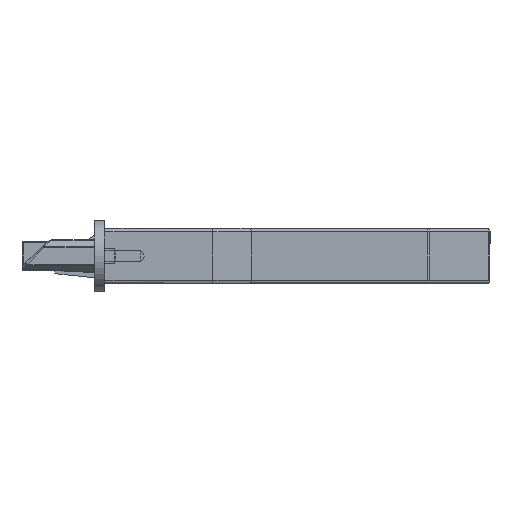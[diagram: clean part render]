
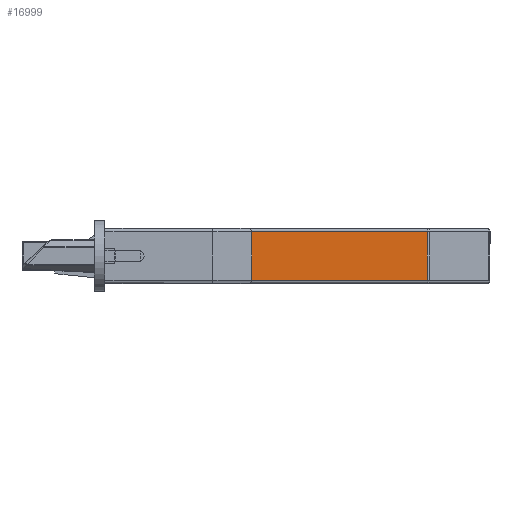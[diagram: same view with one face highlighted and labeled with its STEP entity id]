
A CAD part, front view. The second image highlights one B-rep face of the part: STEP entity #16999.
In plain terms, the highlighted face is planar.
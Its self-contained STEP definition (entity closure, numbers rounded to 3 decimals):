
#232 = EDGE_CURVE ( 'NONE', #5528, #15144, #20251, .T. ) ;
#976 = PLANE ( 'NONE',  #16603 ) ;
#1095 = CARTESIAN_POINT ( 'NONE',  ( 14., 145.3, 12.75 ) ) ;
#2016 = ORIENTED_EDGE ( 'NONE', *, *, #232, .T. ) ;
#2135 = EDGE_CURVE ( 'NONE', #20643, #4384, #21795, .T. ) ;
#2313 = EDGE_CURVE ( 'NONE', #4384, #16587, #3622, .T. ) ;
#2365 = DIRECTION ( 'NONE',  ( 0., -1., 0. ) ) ;
#2528 = VERTEX_POINT ( 'NONE', #2687 ) ;
#2687 = CARTESIAN_POINT ( 'NONE',  ( 103.586, 145.3, 12.75 ) ) ;
#2938 = CARTESIAN_POINT ( 'NONE',  ( 14., 145.3, -0.75 ) ) ;
#3622 = LINE ( 'NONE', #5094, #15117 ) ;
#3630 = DIRECTION ( 'NONE',  ( 0., 0., 1. ) ) ;
#4346 = VECTOR ( 'NONE', #11298, 1000. ) ;
#4384 = VERTEX_POINT ( 'NONE', #16582 ) ;
#5094 = CARTESIAN_POINT ( 'NONE',  ( 14., 145.3, -1.75 ) ) ;
#5212 = DIRECTION ( 'NONE',  ( 0., 0., 1. ) ) ;
#5528 = VERTEX_POINT ( 'NONE', #18842 ) ;
#5858 = DIRECTION ( 'NONE',  ( 0., 0., -1. ) ) ;
#6692 = EDGE_LOOP ( 'NONE', ( #18716, #2016 ) ) ;
#7681 = EDGE_CURVE ( 'NONE', #2528, #20643, #19884, .T. ) ;
#7823 = CARTESIAN_POINT ( 'NONE',  ( 103.586, 145.3, -1.75 ) ) ;
#7876 = DIRECTION ( 'NONE',  ( 0., 1., 0. ) ) ;
#8442 = DIRECTION ( 'NONE',  ( 1., 0., 0. ) ) ;
#9617 = DIRECTION ( 'NONE',  ( 0., 0., -1. ) ) ;
#9786 = ORIENTED_EDGE ( 'NONE', *, *, #7681, .T. ) ;
#10512 = FACE_BOUND ( 'NONE', #6692, .T. ) ;
#10633 = ORIENTED_EDGE ( 'NONE', *, *, #2313, .T. ) ;
#11298 = DIRECTION ( 'NONE',  ( -1., 0., 0. ) ) ;
#11857 = DIRECTION ( 'NONE',  ( 0., 0., -1. ) ) ;
#12639 = ORIENTED_EDGE ( 'NONE', *, *, #2135, .T. ) ;
#12946 = CARTESIAN_POINT ( 'NONE',  ( 44.75, 145.3, 6. ) ) ;
#13381 = AXIS2_PLACEMENT_3D ( 'NONE', #15364, #21012, #11857 ) ;
#13871 = VECTOR ( 'NONE', #8442, 1000. ) ;
#15117 = VECTOR ( 'NONE', #5212, 1000. ) ;
#15144 = VERTEX_POINT ( 'NONE', #15380 ) ;
#15364 = CARTESIAN_POINT ( 'NONE',  ( 44.75, 145.3, 6. ) ) ;
#15380 = CARTESIAN_POINT ( 'NONE',  ( 44.75, 145.3, 4.25 ) ) ;
#16332 = FACE_OUTER_BOUND ( 'NONE', #21260, .T. ) ;
#16582 = CARTESIAN_POINT ( 'NONE',  ( 14., 145.3, -0.75 ) ) ;
#16587 = VERTEX_POINT ( 'NONE', #20375 ) ;
#16603 = AXIS2_PLACEMENT_3D ( 'NONE', #19090, #7876, #3630 ) ;
#16999 = ADVANCED_FACE ( 'NONE', ( #10512, #16332 ), #976, .T. ) ;
#17792 = CIRCLE ( 'NONE', #21764, 1.75 ) ;
#18256 = LINE ( 'NONE', #1095, #13871 ) ;
#18716 = ORIENTED_EDGE ( 'NONE', *, *, #19253, .T. ) ;
#18842 = CARTESIAN_POINT ( 'NONE',  ( 44.75, 145.3, 7.75 ) ) ;
#19090 = CARTESIAN_POINT ( 'NONE',  ( 14., 145.3, -1.75 ) ) ;
#19253 = EDGE_CURVE ( 'NONE', #15144, #5528, #17792, .T. ) ;
#19884 = LINE ( 'NONE', #7823, #20553 ) ;
#20090 = ORIENTED_EDGE ( 'NONE', *, *, #21844, .T. ) ;
#20251 = CIRCLE ( 'NONE', #13381, 1.75 ) ;
#20270 = CARTESIAN_POINT ( 'NONE',  ( 103.586, 145.3, -0.75 ) ) ;
#20375 = CARTESIAN_POINT ( 'NONE',  ( 14., 145.3, 12.75 ) ) ;
#20553 = VECTOR ( 'NONE', #9617, 1000. ) ;
#20643 = VERTEX_POINT ( 'NONE', #20270 ) ;
#21012 = DIRECTION ( 'NONE',  ( 0., -1., 0. ) ) ;
#21260 = EDGE_LOOP ( 'NONE', ( #10633, #20090, #9786, #12639 ) ) ;
#21764 = AXIS2_PLACEMENT_3D ( 'NONE', #12946, #2365, #5858 ) ;
#21795 = LINE ( 'NONE', #2938, #4346 ) ;
#21844 = EDGE_CURVE ( 'NONE', #16587, #2528, #18256, .T. ) ;
